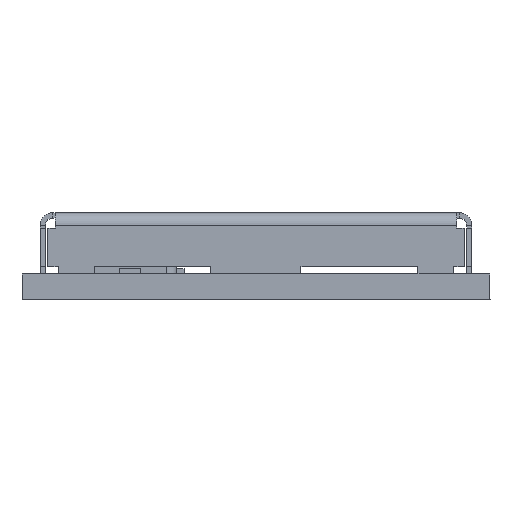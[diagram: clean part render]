
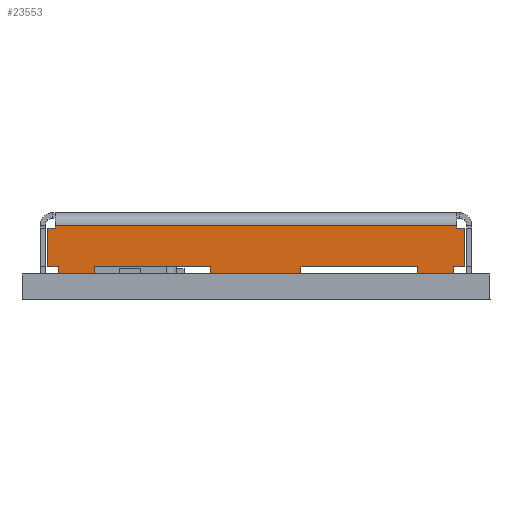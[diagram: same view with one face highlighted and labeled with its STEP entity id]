
A CAD part, left-side view. The second image highlights one B-rep face of the part: STEP entity #23553.
In plain terms, the highlighted planar face has unit normal (-1, 0, 0).
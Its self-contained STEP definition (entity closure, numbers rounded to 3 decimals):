
#1888=FACE_OUTER_BOUND('',#3103,.T.);
#3103=EDGE_LOOP('',(#20715,#20716,#20717,#20718,#20719,#20720,#20721,#20722,
#20723,#20724,#20725,#20726,#20727,#20728,#20729,#20730,#20731,#20732,#20733,
#20734));
#5806=LINE('',#37810,#8683);
#5810=LINE('',#37819,#8687);
#5822=LINE('',#37846,#8699);
#5828=LINE('',#37859,#8705);
#5832=LINE('',#37868,#8709);
#5834=LINE('',#37872,#8711);
#5837=LINE('',#37878,#8714);
#5841=LINE('',#37886,#8718);
#5843=LINE('',#37890,#8720);
#5844=LINE('',#37891,#8721);
#5845=LINE('',#37893,#8722);
#5846=LINE('',#37895,#8723);
#5847=LINE('',#37896,#8724);
#5848=LINE('',#37898,#8725);
#5849=LINE('',#37900,#8726);
#5850=LINE('',#37901,#8727);
#5851=LINE('',#37903,#8728);
#5852=LINE('',#37904,#8729);
#5853=LINE('',#37906,#8730);
#5854=LINE('',#37907,#8731);
#8683=VECTOR('',#31010,1000.);
#8687=VECTOR('',#31016,1000.);
#8699=VECTOR('',#31034,1000.);
#8705=VECTOR('',#31042,1000.);
#8709=VECTOR('',#31048,1000.);
#8711=VECTOR('',#31052,1000.);
#8714=VECTOR('',#31057,1000.);
#8718=VECTOR('',#31063,1000.);
#8720=VECTOR('',#31067,1000.);
#8721=VECTOR('',#31068,1000.);
#8722=VECTOR('',#31069,1000.);
#8723=VECTOR('',#31070,1000.);
#8724=VECTOR('',#31071,1000.);
#8725=VECTOR('',#31072,1000.);
#8726=VECTOR('',#31073,1000.);
#8727=VECTOR('',#31074,1000.);
#8728=VECTOR('',#31075,1000.);
#8729=VECTOR('',#31076,1000.);
#8730=VECTOR('',#31077,1000.);
#8731=VECTOR('',#31078,1000.);
#11017=VERTEX_POINT('',#37808);
#11018=VERTEX_POINT('',#37809);
#11021=VERTEX_POINT('',#37817);
#11022=VERTEX_POINT('',#37818);
#11033=VERTEX_POINT('',#37844);
#11034=VERTEX_POINT('',#37845);
#11039=VERTEX_POINT('',#37856);
#11040=VERTEX_POINT('',#37858);
#11043=VERTEX_POINT('',#37865);
#11044=VERTEX_POINT('',#37867);
#11045=VERTEX_POINT('',#37871);
#11047=VERTEX_POINT('',#37877);
#11050=VERTEX_POINT('',#37884);
#11051=VERTEX_POINT('',#37889);
#11052=VERTEX_POINT('',#37892);
#11053=VERTEX_POINT('',#37894);
#11054=VERTEX_POINT('',#37897);
#11055=VERTEX_POINT('',#37899);
#11056=VERTEX_POINT('',#37902);
#11057=VERTEX_POINT('',#37905);
#14273=EDGE_CURVE('',#11017,#11018,#5806,.T.);
#14277=EDGE_CURVE('',#11021,#11022,#5810,.T.);
#14289=EDGE_CURVE('',#11033,#11034,#5822,.T.);
#14295=EDGE_CURVE('',#11039,#11040,#5828,.T.);
#14299=EDGE_CURVE('',#11043,#11044,#5832,.T.);
#14301=EDGE_CURVE('',#11045,#11044,#5834,.T.);
#14304=EDGE_CURVE('',#11034,#11047,#5837,.T.);
#14308=EDGE_CURVE('',#11050,#11047,#5841,.T.);
#14310=EDGE_CURVE('',#11051,#11043,#5843,.T.);
#14311=EDGE_CURVE('',#11018,#11051,#5844,.T.);
#14312=EDGE_CURVE('',#11052,#11017,#5845,.T.);
#14313=EDGE_CURVE('',#11053,#11052,#5846,.T.);
#14314=EDGE_CURVE('',#11022,#11053,#5847,.T.);
#14315=EDGE_CURVE('',#11054,#11021,#5848,.T.);
#14316=EDGE_CURVE('',#11055,#11054,#5849,.T.);
#14317=EDGE_CURVE('',#11040,#11055,#5850,.T.);
#14318=EDGE_CURVE('',#11056,#11039,#5851,.T.);
#14319=EDGE_CURVE('',#11033,#11056,#5852,.T.);
#14320=EDGE_CURVE('',#11050,#11057,#5853,.T.);
#14321=EDGE_CURVE('',#11045,#11057,#5854,.T.);
#20715=ORIENTED_EDGE('',*,*,#14299,.F.);
#20716=ORIENTED_EDGE('',*,*,#14310,.F.);
#20717=ORIENTED_EDGE('',*,*,#14311,.F.);
#20718=ORIENTED_EDGE('',*,*,#14273,.F.);
#20719=ORIENTED_EDGE('',*,*,#14312,.F.);
#20720=ORIENTED_EDGE('',*,*,#14313,.F.);
#20721=ORIENTED_EDGE('',*,*,#14314,.F.);
#20722=ORIENTED_EDGE('',*,*,#14277,.F.);
#20723=ORIENTED_EDGE('',*,*,#14315,.F.);
#20724=ORIENTED_EDGE('',*,*,#14316,.F.);
#20725=ORIENTED_EDGE('',*,*,#14317,.F.);
#20726=ORIENTED_EDGE('',*,*,#14295,.F.);
#20727=ORIENTED_EDGE('',*,*,#14318,.F.);
#20728=ORIENTED_EDGE('',*,*,#14319,.F.);
#20729=ORIENTED_EDGE('',*,*,#14289,.T.);
#20730=ORIENTED_EDGE('',*,*,#14304,.T.);
#20731=ORIENTED_EDGE('',*,*,#14308,.F.);
#20732=ORIENTED_EDGE('',*,*,#14320,.T.);
#20733=ORIENTED_EDGE('',*,*,#14321,.F.);
#20734=ORIENTED_EDGE('',*,*,#14301,.T.);
#22232=PLANE('',#25239);
#23553=ADVANCED_FACE('',(#1888),#22232,.F.);
#25239=AXIS2_PLACEMENT_3D('',#37888,#31065,#31066);
#31010=DIRECTION('',(0.,-1.,0.));
#31016=DIRECTION('',(0.,-1.,0.));
#31034=DIRECTION('',(0.,0.,-1.));
#31042=DIRECTION('',(0.,-1.,0.));
#31048=DIRECTION('',(0.,0.,-1.));
#31052=DIRECTION('',(0.,-1.,0.));
#31057=DIRECTION('',(0.,-1.,0.));
#31063=DIRECTION('',(0.,0.,1.));
#31065=DIRECTION('center_axis',(1.,0.,0.));
#31066=DIRECTION('ref_axis',(0.,0.,-1.));
#31067=DIRECTION('',(0.,-1.,0.));
#31068=DIRECTION('',(0.,0.,-1.));
#31069=DIRECTION('',(0.,0.,1.));
#31070=DIRECTION('',(0.,-1.,0.));
#31071=DIRECTION('',(0.,0.,-1.));
#31072=DIRECTION('',(0.,0.,1.));
#31073=DIRECTION('',(0.,-1.,0.));
#31074=DIRECTION('',(0.,0.,-1.));
#31075=DIRECTION('',(0.,0.,1.));
#31076=DIRECTION('',(0.,-1.,0.));
#31077=DIRECTION('',(0.,-1.,0.));
#31078=DIRECTION('',(0.,0.,-1.));
#37808=CARTESIAN_POINT('',(0.,1.501,1.7));
#37809=CARTESIAN_POINT('',(0.,0.501,1.7));
#37810=CARTESIAN_POINT('',(0.,0.,1.7));
#37817=CARTESIAN_POINT('',(0.,7.25,1.7));
#37818=CARTESIAN_POINT('',(0.,4.75,1.7));
#37819=CARTESIAN_POINT('',(0.,0.,1.7));
#37844=CARTESIAN_POINT('',(0.,11.779,1.5));
#37845=CARTESIAN_POINT('',(0.,11.779,0.425));
#37846=CARTESIAN_POINT('',(0.,11.779,2.775));
#37856=CARTESIAN_POINT('',(0.,11.499,1.7));
#37858=CARTESIAN_POINT('',(0.,10.499,1.7));
#37859=CARTESIAN_POINT('',(0.,0.,1.7));
#37865=CARTESIAN_POINT('',(0.,0.221,1.5));
#37867=CARTESIAN_POINT('',(0.,0.221,0.425));
#37868=CARTESIAN_POINT('',(0.,0.221,2.775));
#37871=CARTESIAN_POINT('',(0.,0.425,0.425));
#37872=CARTESIAN_POINT('',(0.,0.,0.425));
#37877=CARTESIAN_POINT('',(0.,11.575,0.425));
#37878=CARTESIAN_POINT('',(0.,0.,0.425));
#37884=CARTESIAN_POINT('',(0.,11.575,0.35));
#37886=CARTESIAN_POINT('',(0.,11.575,1.7));
#37888=CARTESIAN_POINT('Origin',(0.,0.,1.7));
#37889=CARTESIAN_POINT('',(0.,0.501,1.5));
#37890=CARTESIAN_POINT('',(0.,0.221,1.5));
#37891=CARTESIAN_POINT('',(0.,0.501,1.7));
#37892=CARTESIAN_POINT('',(0.,1.501,1.5));
#37893=CARTESIAN_POINT('',(0.,1.501,1.7));
#37894=CARTESIAN_POINT('',(0.,4.75,1.5));
#37895=CARTESIAN_POINT('',(0.,4.75,1.5));
#37896=CARTESIAN_POINT('',(0.,4.75,1.7));
#37897=CARTESIAN_POINT('',(0.,7.25,1.5));
#37898=CARTESIAN_POINT('',(0.,7.25,1.7));
#37899=CARTESIAN_POINT('',(0.,10.499,1.5));
#37900=CARTESIAN_POINT('',(0.,10.499,1.5));
#37901=CARTESIAN_POINT('',(0.,10.499,1.7));
#37902=CARTESIAN_POINT('',(0.,11.499,1.5));
#37903=CARTESIAN_POINT('',(0.,11.499,1.7));
#37904=CARTESIAN_POINT('',(0.,11.499,1.5));
#37905=CARTESIAN_POINT('',(0.,0.425,0.35));
#37906=CARTESIAN_POINT('',(0.,11.575,0.35));
#37907=CARTESIAN_POINT('',(0.,0.425,1.7));
